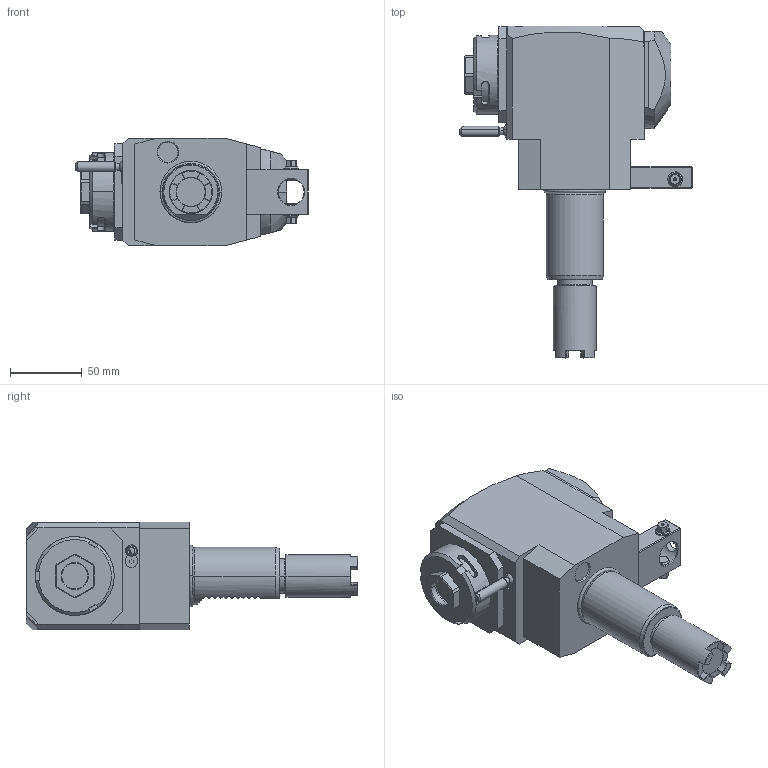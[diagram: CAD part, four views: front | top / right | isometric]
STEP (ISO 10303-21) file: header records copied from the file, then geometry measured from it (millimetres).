
FILE_DESCRIPTION((''),'2;1');
FILE_NAME('NGT1_40_255_25_1_2_80TB','2024-10-23T',('vali'),('NOVA GRUP'),'PRO/ENGINEER BY PARAMETRIC TECHNOLOGY CORPORATION, 2010280','PRO/ENGINEER BY PARAMETRIC TECHNOLOGY CORPORATION, 2010280','');
FILE_SCHEMA(('CONFIG_CONTROL_DESIGN'));
Length unit declared in the file: millimetre
Products named in the file (1): NGT1_40_255_25_1_2_80TB
Bounding box: 162.33 x 231.55 x 75 mm (x, y, z)
Volume: 998498.9 mm3; surface area: 77856.8 mm2
Topology: 1 solids, 1 shells, 393 faces, 1029 edges, 655 vertices
Faces by surface type: plane 213, cylinder 92, cone 77, bspline 6, torus 3, sphere 2
Entity records: 15217 total; most frequent: CARTESIAN_POINT 5796, ORIENTED_EDGE 2050, DIRECTION 1815, EDGE_CURVE 1025, VERTEX_POINT 655, AXIS2_PLACEMENT_3D 632, VECTOR 551, LINE 551
